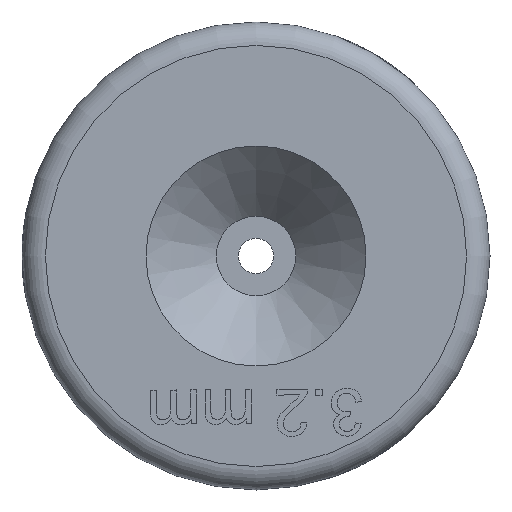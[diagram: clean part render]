
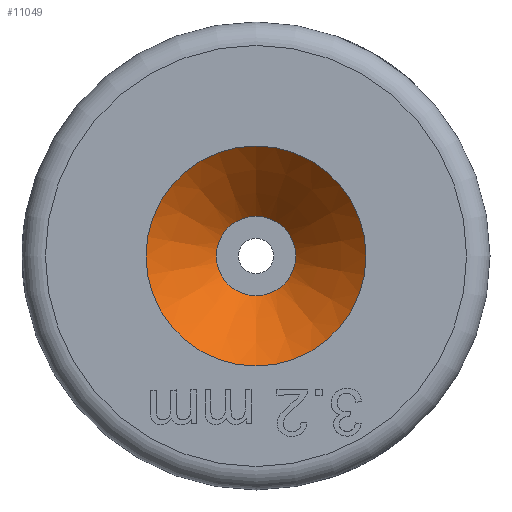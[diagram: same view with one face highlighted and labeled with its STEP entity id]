
A CAD part, left-side view. The second image highlights one B-rep face of the part: STEP entity #11049.
In plain terms, the highlighted conical face has half-angle 45 degrees and reference radius 3.2 mm.
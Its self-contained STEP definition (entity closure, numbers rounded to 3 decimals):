
#15=CONICAL_SURFACE('',#11172,3.2,0.785);
#2299=LINE('',#26673,#2995);
#2995=VECTOR('',#12087,3.2);
#3606=FACE_OUTER_BOUND('',#4227,.T.);
#4227=EDGE_LOOP('',(#10446,#10447,#10448,#10449));
#4235=CIRCLE('',#11073,4.7);
#4240=CIRCLE('',#11173,1.7);
#4581=VERTEX_POINT('',#14026);
#5369=VERTEX_POINT('',#26672);
#5712=EDGE_CURVE('',#4581,#4581,#4235,.T.);
#7062=EDGE_CURVE('',#4581,#5369,#2299,.T.);
#7063=EDGE_CURVE('',#5369,#5369,#4240,.T.);
#10446=ORIENTED_EDGE('',*,*,#5712,.T.);
#10447=ORIENTED_EDGE('',*,*,#7062,.T.);
#10448=ORIENTED_EDGE('',*,*,#7063,.F.);
#10449=ORIENTED_EDGE('',*,*,#7062,.F.);
#11049=ADVANCED_FACE('',(#3606),#15,.F.);
#11073=AXIS2_PLACEMENT_3D('',#14027,#11194,#11195);
#11172=AXIS2_PLACEMENT_3D('',#26671,#12085,#12086);
#11173=AXIS2_PLACEMENT_3D('',#26674,#12088,#12089);
#11194=DIRECTION('center_axis',(-1.,0.,0.));
#11195=DIRECTION('ref_axis',(0.,0.,1.));
#12085=DIRECTION('center_axis',(-1.,0.,0.));
#12086=DIRECTION('ref_axis',(0.,0.,1.));
#12087=DIRECTION('',(0.707,0.,0.707));
#12088=DIRECTION('center_axis',(-1.,0.,0.));
#12089=DIRECTION('ref_axis',(0.,0.,1.));
#14026=CARTESIAN_POINT('',(-18.,0.,-4.7));
#14027=CARTESIAN_POINT('Origin',(-18.,0.,0.));
#26671=CARTESIAN_POINT('Origin',(-16.5,0.,0.));
#26672=CARTESIAN_POINT('',(-15.,0.,-1.7));
#26673=CARTESIAN_POINT('',(-16.5,0.,-3.2));
#26674=CARTESIAN_POINT('Origin',(-15.,0.,0.));
